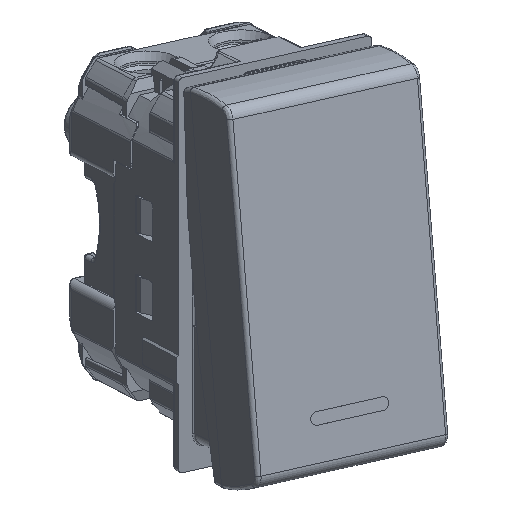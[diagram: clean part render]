
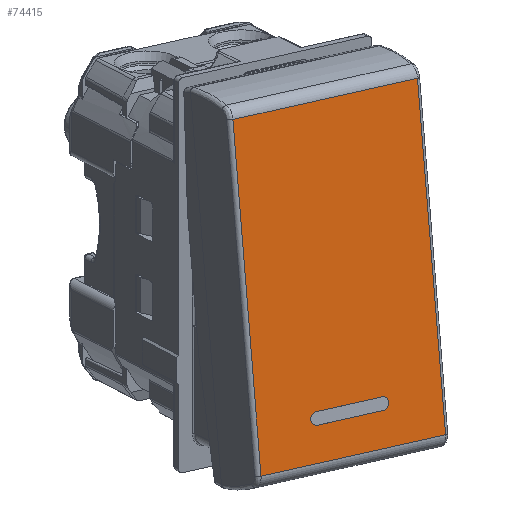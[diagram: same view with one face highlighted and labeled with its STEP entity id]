
A CAD part, top view. The second image highlights one B-rep face of the part: STEP entity #74415.
In plain terms, the highlighted face is planar.
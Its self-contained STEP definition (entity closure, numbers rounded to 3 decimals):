
#74342=CARTESIAN_POINT('Axis2P3D Location',(0.,19.645,17.)) ;
#74347=CARTESIAN_POINT('Line Origine',(0.,-19.645,17.)) ;
#74351=CARTESIAN_POINT('Vertex',(-11.817,-19.645,17.)) ;
#74353=CARTESIAN_POINT('Vertex',(11.817,-19.645,17.)) ;
#74356=CARTESIAN_POINT('Line Origine',(11.817,0.,17.)) ;
#74360=CARTESIAN_POINT('Vertex',(11.817,19.645,17.)) ;
#74363=CARTESIAN_POINT('Line Origine',(0.,19.645,17.)) ;
#74367=CARTESIAN_POINT('Vertex',(-11.817,19.645,17.)) ;
#74370=CARTESIAN_POINT('Line Origine',(-11.817,0.,17.)) ;
#74381=CARTESIAN_POINT('Line Origine',(0.,-14.,17.)) ;
#74385=CARTESIAN_POINT('Vertex',(4.25,-14.,17.)) ;
#74387=CARTESIAN_POINT('Vertex',(-4.25,-14.,17.)) ;
#74390=CARTESIAN_POINT('Axis2P3D Location',(4.25,-14.75,17.)) ;
#74394=CARTESIAN_POINT('Vertex',(4.25,-15.5,17.)) ;
#74397=CARTESIAN_POINT('Line Origine',(0.,-15.5,17.)) ;
#74401=CARTESIAN_POINT('Vertex',(-4.25,-15.5,17.)) ;
#74404=CARTESIAN_POINT('Axis2P3D Location',(-4.25,-14.75,17.)) ;
#74343=DIRECTION('Axis2P3D Direction',(0.,0.,1.)) ;
#74344=DIRECTION('Axis2P3D XDirection',(0.,-1.,0.)) ;
#74348=DIRECTION('Vector Direction',(1.,0.,0.)) ;
#74357=DIRECTION('Vector Direction',(0.,-1.,0.)) ;
#74364=DIRECTION('Vector Direction',(1.,0.,0.)) ;
#74371=DIRECTION('Vector Direction',(0.,-1.,0.)) ;
#74382=DIRECTION('Vector Direction',(1.,0.,0.)) ;
#74391=DIRECTION('Axis2P3D Direction',(0.,0.,1.)) ;
#74398=DIRECTION('Vector Direction',(-1.,0.,0.)) ;
#74405=DIRECTION('Axis2P3D Direction',(0.,0.,1.)) ;
#74345=AXIS2_PLACEMENT_3D('Plane Axis2P3D',#74342,#74343,#74344) ;
#74392=AXIS2_PLACEMENT_3D('Circle Axis2P3D',#74390,#74391,$) ;
#74406=AXIS2_PLACEMENT_3D('Circle Axis2P3D',#74404,#74405,$) ;
#74376=ORIENTED_EDGE('',*,*,#74355,.T.) ;
#74377=ORIENTED_EDGE('',*,*,#74362,.T.) ;
#74378=ORIENTED_EDGE('',*,*,#74369,.F.) ;
#74379=ORIENTED_EDGE('',*,*,#74374,.T.) ;
#74410=ORIENTED_EDGE('',*,*,#74389,.F.) ;
#74411=ORIENTED_EDGE('',*,*,#74396,.F.) ;
#74412=ORIENTED_EDGE('',*,*,#74403,.F.) ;
#74413=ORIENTED_EDGE('',*,*,#74408,.F.) ;
#74414=FACE_BOUND('',#74409,.T.) ;
#74349=VECTOR('Line Direction',#74348,1.) ;
#74358=VECTOR('Line Direction',#74357,1.) ;
#74365=VECTOR('Line Direction',#74364,1.) ;
#74372=VECTOR('Line Direction',#74371,1.) ;
#74383=VECTOR('Line Direction',#74382,1.) ;
#74399=VECTOR('Line Direction',#74398,1.) ;
#74415=ADVANCED_FACE('PartBody',(#74380,#74414),#74346,.T.) ;
#74393=CIRCLE('generated circle',#74392,0.75) ;
#74407=CIRCLE('generated circle',#74406,0.75) ;
#74355=EDGE_CURVE('',#74352,#74354,#74350,.T.) ;
#74362=EDGE_CURVE('',#74354,#74361,#74359,.F.) ;
#74369=EDGE_CURVE('',#74368,#74361,#74366,.T.) ;
#74374=EDGE_CURVE('',#74368,#74352,#74373,.T.) ;
#74389=EDGE_CURVE('',#74386,#74388,#74384,.F.) ;
#74396=EDGE_CURVE('',#74395,#74386,#74393,.T.) ;
#74403=EDGE_CURVE('',#74402,#74395,#74400,.F.) ;
#74408=EDGE_CURVE('',#74388,#74402,#74407,.T.) ;
#74375=EDGE_LOOP('',(#74376,#74377,#74378,#74379)) ;
#74409=EDGE_LOOP('',(#74410,#74411,#74412,#74413)) ;
#74380=FACE_OUTER_BOUND('',#74375,.T.) ;
#74350=LINE('Line',#74347,#74349) ;
#74359=LINE('Line',#74356,#74358) ;
#74366=LINE('Line',#74363,#74365) ;
#74373=LINE('Line',#74370,#74372) ;
#74384=LINE('Line',#74381,#74383) ;
#74400=LINE('Line',#74397,#74399) ;
#74346=PLANE('',#74345) ;
#74352=VERTEX_POINT('',#74351) ;
#74354=VERTEX_POINT('',#74353) ;
#74361=VERTEX_POINT('',#74360) ;
#74368=VERTEX_POINT('',#74367) ;
#74386=VERTEX_POINT('',#74385) ;
#74388=VERTEX_POINT('',#74387) ;
#74395=VERTEX_POINT('',#74394) ;
#74402=VERTEX_POINT('',#74401) ;
